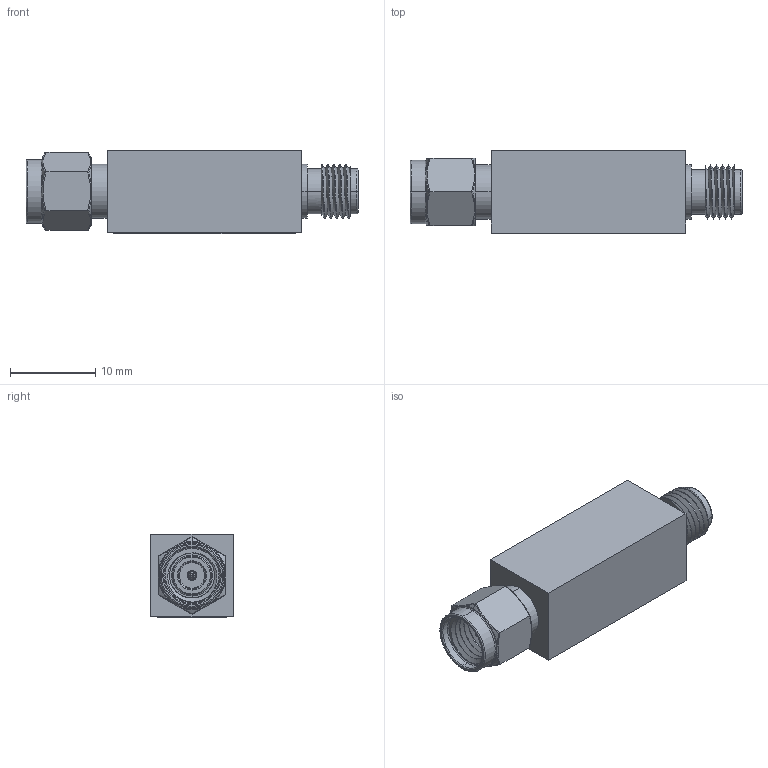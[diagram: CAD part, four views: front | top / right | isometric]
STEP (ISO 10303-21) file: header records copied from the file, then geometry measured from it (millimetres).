
FILE_DESCRIPTION (( 'STEP AP214' ), '1' );
FILE_NAME ('LM-1G18G-16-4W-SMF.STEP', '2023-05-31T17:57:48', ( '' ), ( '' ), 'SwSTEP 2.0', 'SolidWorks 2022', '' );
FILE_SCHEMA (( 'AUTOMOTIVE_DESIGN' ));
Length unit declared in the file: inch
Products named in the file (1): LM-1G18G-16-4W-SMF
Bounding box: 38.99 x 9.65 x 9.78 mm (x, y, z)
Volume: 2754.9 mm3; surface area: 2344 mm2
Topology: 5 solids, 6 shells, 915 faces, 3226 edges, 2450 vertices
Faces by surface type: cylinder 318, plane 272, torus 246, bspline 35, sphere 24, cone 20
Entity records: 60995 total; most frequent: CARTESIAN_POINT 21814, ORIENTED_EDGE 6396, DIRECTION 4919, EDGE_CURVE 3198, VERTEX_POINT 2450, AXIS2_PLACEMENT_3D 1792, LINE 1335, VECTOR 1335
